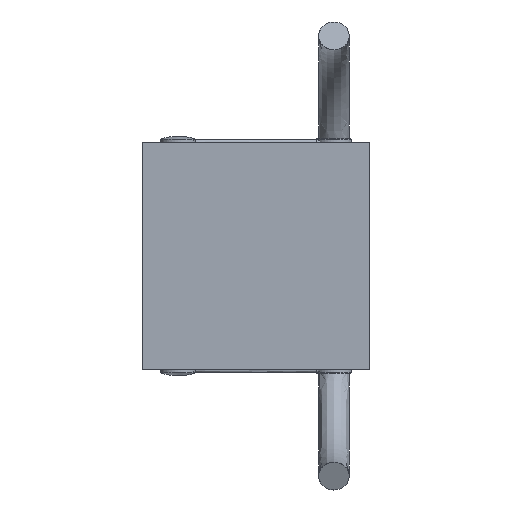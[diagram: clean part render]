
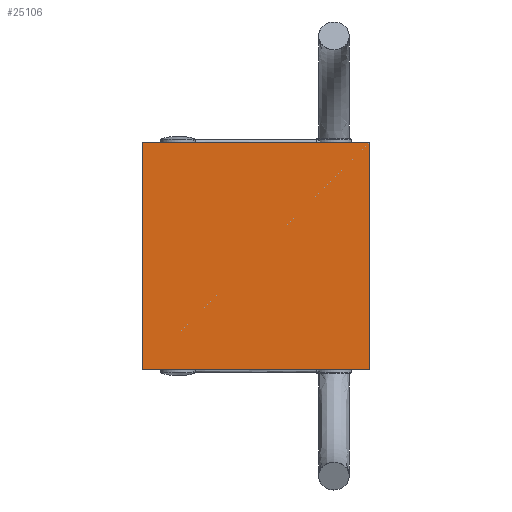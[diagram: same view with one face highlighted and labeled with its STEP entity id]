
A CAD part, front view. The second image highlights one B-rep face of the part: STEP entity #25106.
In plain terms, the highlighted planar face has unit normal (0, -1, 0).
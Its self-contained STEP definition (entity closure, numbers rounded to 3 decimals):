
#52 = ORIENTED_EDGE ( 'NONE', *, *, #36121, .T. ) ;
#63 = CARTESIAN_POINT ( 'NONE',  ( 3.5, -3.402, 3.5 ) ) ;
#3006 = VECTOR ( 'NONE', #35711, 1000. ) ;
#3975 = EDGE_LOOP ( 'NONE', ( #41035, #6381, #52, #30743 ) ) ;
#6381 = ORIENTED_EDGE ( 'NONE', *, *, #6763, .T. ) ;
#6763 = EDGE_CURVE ( 'NONE', #19434, #15330, #11647, .T. ) ;
#7729 = LINE ( 'NONE', #24486, #24946 ) ;
#8490 = CARTESIAN_POINT ( 'NONE',  ( -3.5, -3.402, -3.5 ) ) ;
#9912 = VERTEX_POINT ( 'NONE', #27369 ) ;
#11608 = DIRECTION ( 'NONE',  ( 0., 0., -1. ) ) ;
#11647 = LINE ( 'NONE', #25915, #3006 ) ;
#12358 = EDGE_CURVE ( 'NONE', #31864, #9912, #15304, .T. ) ;
#15231 = DIRECTION ( 'NONE',  ( 0., -1., 0. ) ) ;
#15304 = LINE ( 'NONE', #25595, #40221 ) ;
#15330 = VERTEX_POINT ( 'NONE', #27011 ) ;
#18028 = EDGE_CURVE ( 'NONE', #9912, #19434, #7729, .T. ) ;
#19101 = DIRECTION ( 'NONE',  ( -1., 0., 0. ) ) ;
#19434 = VERTEX_POINT ( 'NONE', #8490 ) ;
#21466 = PLANE ( 'NONE',  #25732 ) ;
#21528 = DIRECTION ( 'NONE',  ( 0., 0., 1. ) ) ;
#24383 = FACE_OUTER_BOUND ( 'NONE', #3975, .T. ) ;
#24486 = CARTESIAN_POINT ( 'NONE',  ( -3.5, -3.402, -3.5 ) ) ;
#24946 = VECTOR ( 'NONE', #11608, 1000. ) ;
#25106 = ADVANCED_FACE ( 'NONE', ( #24383 ), #21466, .T. ) ;
#25595 = CARTESIAN_POINT ( 'NONE',  ( 3.5, -3.402, 3.5 ) ) ;
#25732 = AXIS2_PLACEMENT_3D ( 'NONE', #34676, #15231, #37963 ) ;
#25915 = CARTESIAN_POINT ( 'NONE',  ( 3.5, -3.402, -3.5 ) ) ;
#27011 = CARTESIAN_POINT ( 'NONE',  ( 3.5, -3.402, -3.5 ) ) ;
#27369 = CARTESIAN_POINT ( 'NONE',  ( -3.5, -3.402, 3.5 ) ) ;
#30360 = VECTOR ( 'NONE', #21528, 1000. ) ;
#30743 = ORIENTED_EDGE ( 'NONE', *, *, #12358, .T. ) ;
#31864 = VERTEX_POINT ( 'NONE', #63 ) ;
#34676 = CARTESIAN_POINT ( 'NONE',  ( 0., -3.402, 0. ) ) ;
#35711 = DIRECTION ( 'NONE',  ( 1., 0., 0. ) ) ;
#36121 = EDGE_CURVE ( 'NONE', #15330, #31864, #39000, .T. ) ;
#37736 = CARTESIAN_POINT ( 'NONE',  ( 3.5, -3.402, -3.5 ) ) ;
#37963 = DIRECTION ( 'NONE',  ( 0., 0., -1. ) ) ;
#39000 = LINE ( 'NONE', #37736, #30360 ) ;
#40221 = VECTOR ( 'NONE', #19101, 1000. ) ;
#41035 = ORIENTED_EDGE ( 'NONE', *, *, #18028, .T. ) ;
